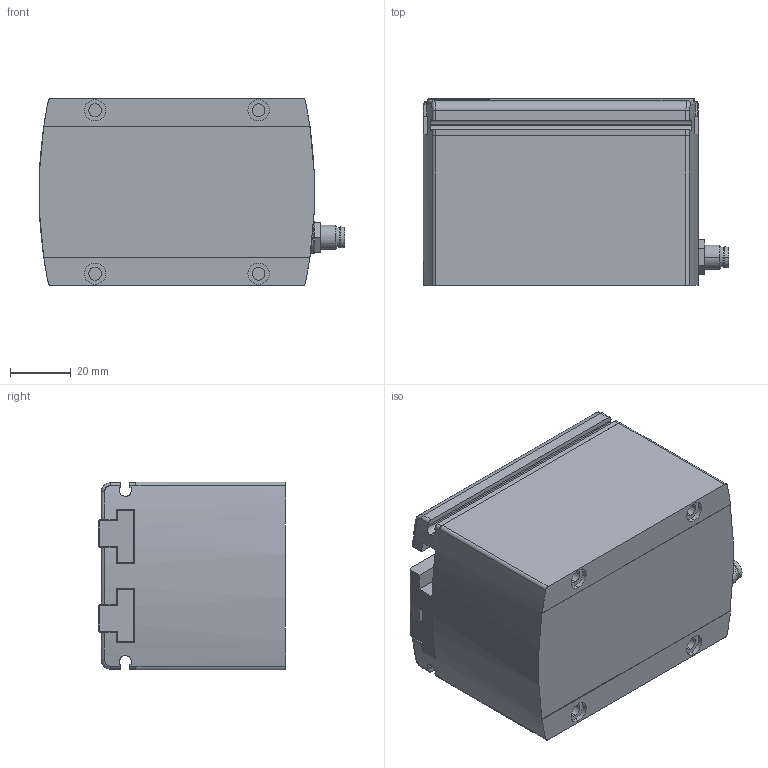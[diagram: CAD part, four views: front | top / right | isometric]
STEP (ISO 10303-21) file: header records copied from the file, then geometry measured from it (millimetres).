
FILE_DESCRIPTION (( 'STEP AP203' ), '1' );
FILE_NAME ('mplm3240.STEP', '2019-09-23T14:22:08', ( '' ), ( '' ), 'SwSTEP 2.0', 'SolidWorks 2019', '' );
FILE_SCHEMA (( 'CONFIG_CONTROL_DESIGN' ));
Length unit declared in the file: millimetre
Products named in the file (3): mplm32_corpo; mplm3240; mplm32_griffa
Assembly tree (3 placements, depth 2):
  mplm3240
    mplm32_corpo
    mplm32_griffa  x2
Bounding box: 100.97 x 62 x 62 mm (x, y, z)
Volume: 324526.5 mm3; surface area: 47689.3 mm2
Topology: 3 solids, 3 shells, 302 faces, 686 edges, 408 vertices
Faces by surface type: plane 176, cylinder 92, cone 20, torus 10, bspline 4
Entity records: 7289 total; most frequent: CARTESIAN_POINT 1654, DIRECTION 1170, ORIENTED_EDGE 1056, EDGE_CURVE 528, AXIS2_PLACEMENT_3D 438, VERTEX_POINT 328, VECTOR 294, LINE 294
